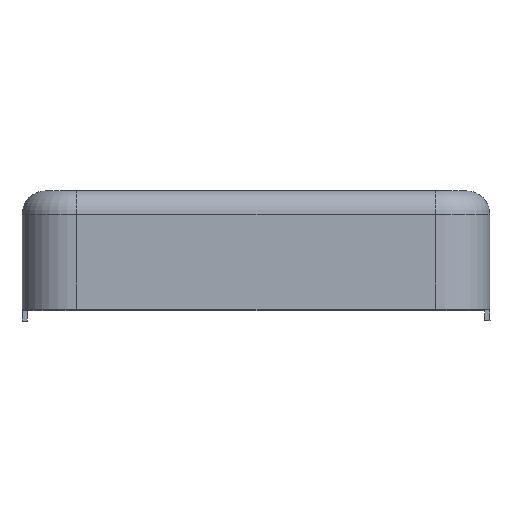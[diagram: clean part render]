
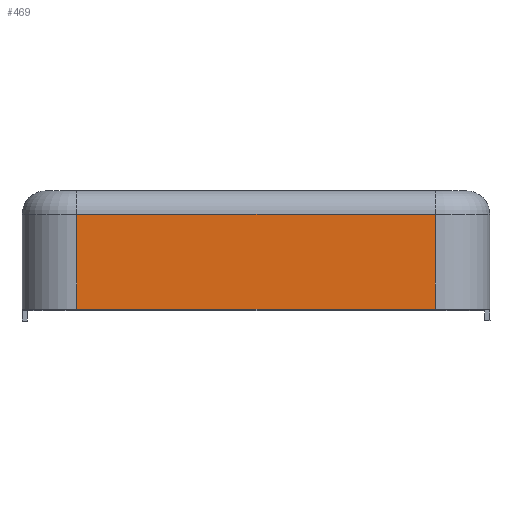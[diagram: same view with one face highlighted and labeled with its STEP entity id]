
A CAD part, top view. The second image highlights one B-rep face of the part: STEP entity #469.
In plain terms, the highlighted planar face has unit normal (0, 0, 1).
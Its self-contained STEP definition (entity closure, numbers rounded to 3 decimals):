
#6 = CARTESIAN_POINT ( 'NONE',  ( -9.85, -6.5, 25.55 ) ) ;
#91 = EDGE_CURVE ( 'NONE', #2493, #1607, #2517, .T. ) ;
#131 = EDGE_CURVE ( 'NONE', #1572, #2898, #1240, .T. ) ;
#189 = ORIENTED_EDGE ( 'NONE', *, *, #131, .F. ) ;
#244 = VECTOR ( 'NONE', #1692, 1000. ) ;
#336 = CARTESIAN_POINT ( 'NONE',  ( 9.85, 0., 25.55 ) ) ;
#369 = DIRECTION ( 'NONE',  ( 1., 0., 0. ) ) ;
#459 = ORIENTED_EDGE ( 'NONE', *, *, #91, .T. ) ;
#469 = ADVANCED_FACE ( 'NONE', ( #2942 ), #473, .T. ) ;
#473 = PLANE ( 'NONE',  #962 ) ;
#479 = VECTOR ( 'NONE', #1615, 1000. ) ;
#596 = VECTOR ( 'NONE', #369, 1000. ) ;
#616 = CARTESIAN_POINT ( 'NONE',  ( 9.85, -1.3, 25.55 ) ) ;
#747 = EDGE_CURVE ( 'NONE', #2493, #1572, #771, .T. ) ;
#771 = LINE ( 'NONE', #841, #596 ) ;
#841 = CARTESIAN_POINT ( 'NONE',  ( -9.85, -1.3, 25.55 ) ) ;
#962 = AXIS2_PLACEMENT_3D ( 'NONE', #2502, #2079, #2286 ) ;
#1047 = CARTESIAN_POINT ( 'NONE',  ( -9.85, -6.5, 25.55 ) ) ;
#1094 = CARTESIAN_POINT ( 'NONE',  ( -9.85, -1.3, 25.55 ) ) ;
#1240 = LINE ( 'NONE', #336, #244 ) ;
#1464 = EDGE_CURVE ( 'NONE', #1607, #2898, #1628, .T. ) ;
#1572 = VERTEX_POINT ( 'NONE', #616 ) ;
#1607 = VERTEX_POINT ( 'NONE', #1047 ) ;
#1615 = DIRECTION ( 'NONE',  ( 1., 0., 0. ) ) ;
#1628 = LINE ( 'NONE', #6, #479 ) ;
#1683 = DIRECTION ( 'NONE',  ( 0., -1., 0. ) ) ;
#1692 = DIRECTION ( 'NONE',  ( 0., -1., 0. ) ) ;
#1827 = VECTOR ( 'NONE', #1683, 1000. ) ;
#1967 = ORIENTED_EDGE ( 'NONE', *, *, #1464, .T. ) ;
#2079 = DIRECTION ( 'NONE',  ( 0., 0., 1. ) ) ;
#2157 = CARTESIAN_POINT ( 'NONE',  ( -9.85, 0., 25.55 ) ) ;
#2286 = DIRECTION ( 'NONE',  ( 0., -1., 0. ) ) ;
#2375 = CARTESIAN_POINT ( 'NONE',  ( 9.85, -6.5, 25.55 ) ) ;
#2493 = VERTEX_POINT ( 'NONE', #1094 ) ;
#2502 = CARTESIAN_POINT ( 'NONE',  ( -9.85, 0., 25.55 ) ) ;
#2517 = LINE ( 'NONE', #2157, #1827 ) ;
#2557 = ORIENTED_EDGE ( 'NONE', *, *, #747, .F. ) ;
#2564 = EDGE_LOOP ( 'NONE', ( #1967, #189, #2557, #459 ) ) ;
#2898 = VERTEX_POINT ( 'NONE', #2375 ) ;
#2942 = FACE_OUTER_BOUND ( 'NONE', #2564, .T. ) ;
